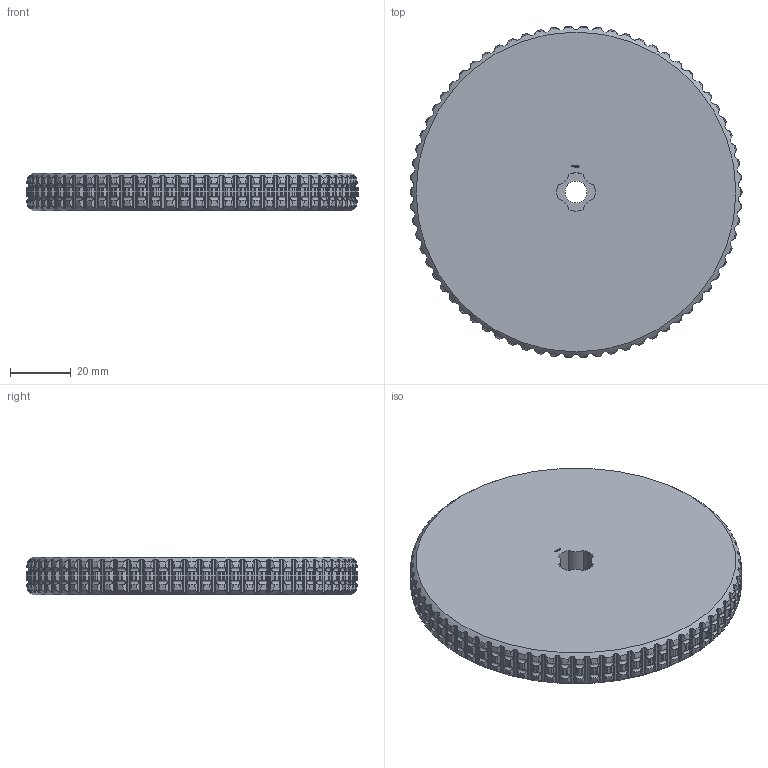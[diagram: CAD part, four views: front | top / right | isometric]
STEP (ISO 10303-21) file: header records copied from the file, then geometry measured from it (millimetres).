
FILE_DESCRIPTION(('FreeCAD Model'),'2;1');
FILE_NAME('Open CASCADE Shape Model','2023-12-20T21:11:51',(''),(''), 'Open CASCADE STEP processor 7.6','FreeCAD','Unknown');
FILE_SCHEMA(('AUTOMOTIVE_DESIGN { 1 0 10303 214 1 1 1 1 }'));
Products named in the file (1): Wheel GND TTRD PLN BU08.75x01.00 - SPN-WHL-0028 (stemfie.org)
Bounding box: 109.37 x 109.31 x 12.5 mm (x, y, z)
Volume: 112349.6 mm3; surface area: 24413.4 mm2
Topology: 1 solids, 1 shells, 2072 faces, 6030 edges, 4012 vertices
Faces by surface type: cylinder 784, plane 539, cone 317, torus 284, extrusion 148
Full cylindrical faces by diameter (mm): 2 x4, 7.2 x1
Entity records: 228367 total; most frequent: CARTESIAN_POINT 108776, DIRECTION 14668, ORIENTED_EDGE 12060, PCURVE 12060, DEFINITIONAL_REPRESENTATION 12060, B_SPLINE_CURVE_WITH_KNOTS 8738, VECTOR 7970, LINE 7822
